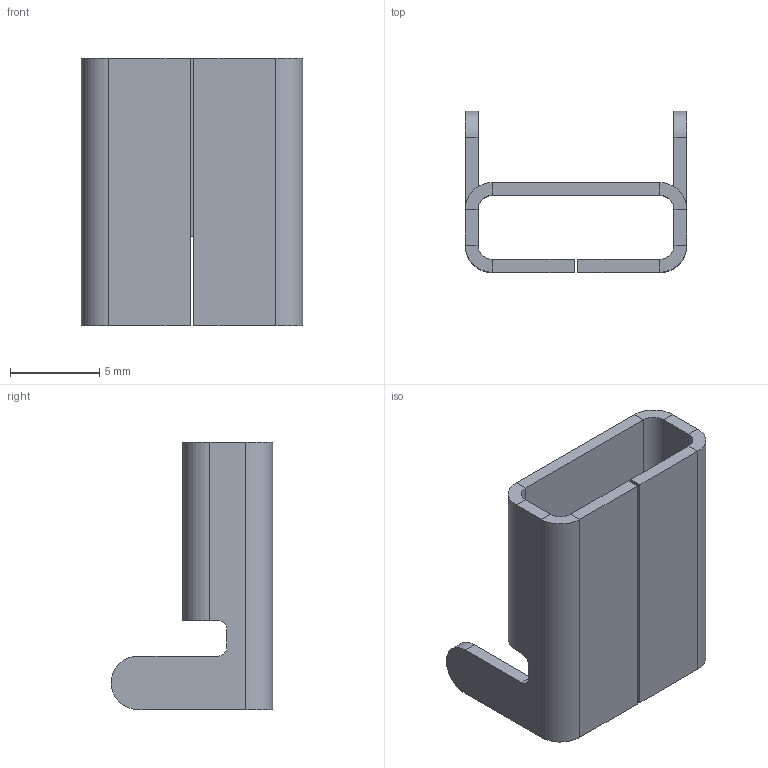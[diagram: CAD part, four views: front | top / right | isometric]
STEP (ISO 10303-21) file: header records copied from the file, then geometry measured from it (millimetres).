
FILE_DESCRIPTION (( 'STEP AP214' ), '1' );
FILE_NAME ('6490944_KSTP1.stp', '2018-08-16T13:06:14', ( '' ), ( '' ), 'SwSTEP 2.0', 'SolidWorks 2016', '' );
FILE_SCHEMA (( 'AUTOMOTIVE_DESIGN' ));
Length unit declared in the file: millimetre
Products named in the file (1): 6490944_KSTP1
Bounding box: 12.44 x 9.07 x 15 mm (x, y, z)
Volume: 292.5 mm3; surface area: 930.7 mm2
Topology: 1 solids, 1 shells, 96 faces, 223 edges, 138 vertices
Faces by surface type: plane 62, cylinder 30, bspline 4
Entity records: 2737 total; most frequent: CARTESIAN_POINT 510, DIRECTION 461, ORIENTED_EDGE 446, EDGE_CURVE 223, LINE 155, VECTOR 155, AXIS2_PLACEMENT_3D 153, VERTEX_POINT 138
